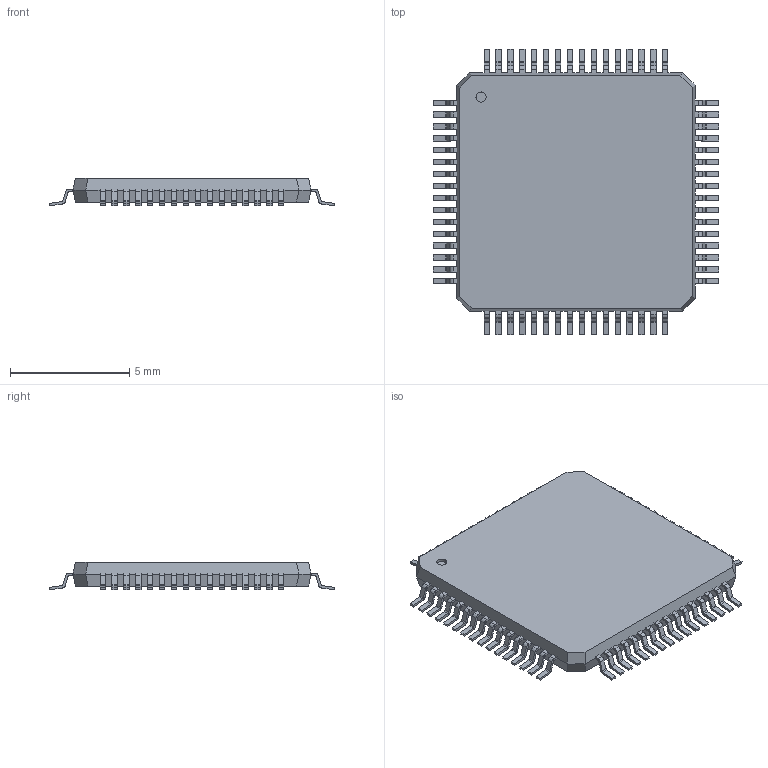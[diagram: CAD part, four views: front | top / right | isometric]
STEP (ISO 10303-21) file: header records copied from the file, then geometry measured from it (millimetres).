
FILE_DESCRIPTION (( 'STEP AP214' ), '1' );
FILE_NAME ('QFN16-3X3MM_1_1_V03.STEP', '2015-03-30T15:29:03', ( '' ), ( '' ), 'SwSTEP 2.0', 'SolidWorks 2014', '' );
FILE_SCHEMA (( 'AUTOMOTIVE_DESIGN' ));
Length unit declared in the file: millimetre
Products named in the file (1): QFN16-3X3MM_1_1_V03
Bounding box: 11.99 x 11.99 x 1.15 mm (x, y, z)
Volume: 99.2 mm3; surface area: 286.2 mm2
Topology: 17 solids, 17 shells, 869 faces, 2494 edges, 1660 vertices
Faces by surface type: plane 611, cylinder 258
Entity records: 28608 total; most frequent: CARTESIAN_POINT 5024, ORIENTED_EDGE 4988, DIRECTION 4750, EDGE_CURVE 2494, LINE 1978, VECTOR 1978, VERTEX_POINT 1660, AXIS2_PLACEMENT_3D 1386
